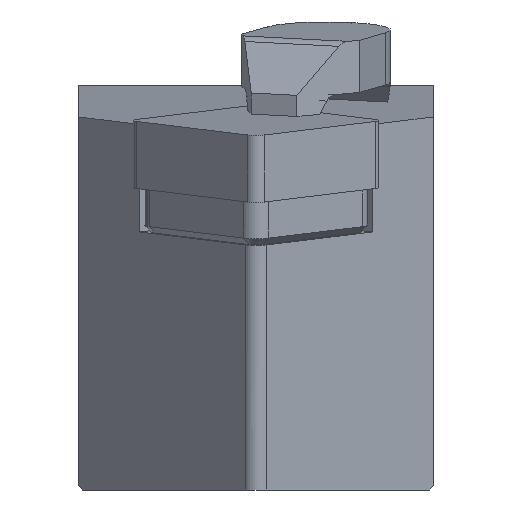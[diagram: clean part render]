
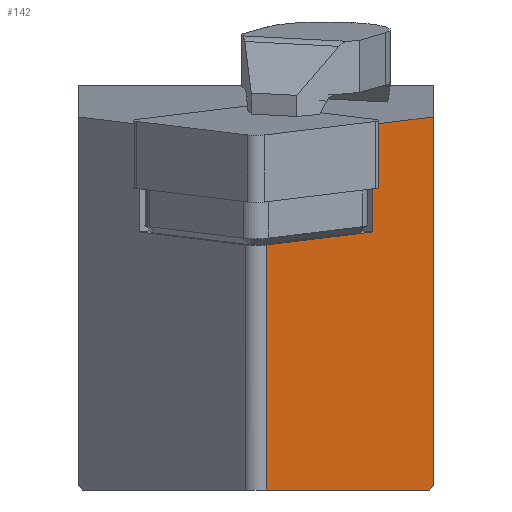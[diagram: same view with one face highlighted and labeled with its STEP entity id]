
A CAD part, left-side view. The second image highlights one B-rep face of the part: STEP entity #142.
In plain terms, the highlighted planar face has unit normal (-0.702, -0.707, -0.086).
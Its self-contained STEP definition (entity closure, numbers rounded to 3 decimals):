
#74=FACE_OUTER_BOUND('',#272,.T.);
#142=ADVANCED_FACE('',(#74),#213,.F.);
#213=PLANE('',#1295);
#272=EDGE_LOOP('',(#388,#389,#390,#391,#392,#393,#394));
#388=ORIENTED_EDGE('',*,*,#852,.F.);
#389=ORIENTED_EDGE('',*,*,#853,.T.);
#390=ORIENTED_EDGE('',*,*,#854,.T.);
#391=ORIENTED_EDGE('',*,*,#855,.F.);
#392=ORIENTED_EDGE('',*,*,#856,.F.);
#393=ORIENTED_EDGE('',*,*,#857,.F.);
#394=ORIENTED_EDGE('',*,*,#845,.F.);
#735=VERTEX_POINT('',#1769);
#736=VERTEX_POINT('',#1771);
#742=VERTEX_POINT('',#1785);
#743=VERTEX_POINT('',#1787);
#744=VERTEX_POINT('',#1789);
#745=VERTEX_POINT('',#1791);
#746=VERTEX_POINT('',#1793);
#845=EDGE_CURVE('',#735,#736,#1020,.T.);
#852=EDGE_CURVE('',#742,#735,#1027,.T.);
#853=EDGE_CURVE('',#742,#743,#1028,.T.);
#854=EDGE_CURVE('',#743,#744,#1029,.T.);
#855=EDGE_CURVE('',#745,#744,#1030,.T.);
#856=EDGE_CURVE('',#746,#745,#1031,.T.);
#857=EDGE_CURVE('',#736,#746,#1032,.T.);
#1020=LINE('',#1770,#1157);
#1027=LINE('',#1784,#1164);
#1028=LINE('',#1786,#1165);
#1029=LINE('',#1788,#1166);
#1030=LINE('',#1790,#1167);
#1031=LINE('',#1792,#1168);
#1032=LINE('',#1794,#1169);
#1157=VECTOR('',#1410,1.);
#1164=VECTOR('',#1419,1.);
#1165=VECTOR('',#1420,1.);
#1166=VECTOR('',#1421,1.);
#1167=VECTOR('',#1422,1.);
#1168=VECTOR('',#1423,1.);
#1169=VECTOR('',#1424,1.);
#1295=AXIS2_PLACEMENT_3D('',#1795,#1425,#1426);
#1410=DIRECTION('',(0.702,-0.707,0.086));
#1419=DIRECTION('',(-0.122,0.,0.993));
#1420=DIRECTION('',(-0.702,0.707,-0.086));
#1421=DIRECTION('',(0.122,0.,-0.993));
#1422=DIRECTION('',(-0.71,0.704,0.));
#1423=DIRECTION('',(-0.53,0.599,-0.599));
#1424=DIRECTION('',(0.122,0.,-0.993));
#1425=DIRECTION('',(0.702,0.707,0.086));
#1426=DIRECTION('',(-0.71,0.704,0.));
#1769=CARTESIAN_POINT('',(8.761,-20.702,0.773));
#1770=CARTESIAN_POINT('',(13.027,-25.,1.297));
#1771=CARTESIAN_POINT('',(13.027,-25.,1.297));
#1784=CARTESIAN_POINT('',(13.599,-20.702,-38.631));
#1785=CARTESIAN_POINT('',(9.692,-20.702,-6.81));
#1786=CARTESIAN_POINT('',(13.958,-25.,-6.286));
#1787=CARTESIAN_POINT('',(2.253,-13.207,-7.723));
#1788=CARTESIAN_POINT('',(6.16,-13.207,-39.544));
#1789=CARTESIAN_POINT('',(4.374,-13.207,-25.));
#1790=CARTESIAN_POINT('',(17.066,-25.805,-25.));
#1791=CARTESIAN_POINT('',(15.953,-24.7,-25.));
#1792=CARTESIAN_POINT('',(12.419,-20.706,-28.994));
#1793=CARTESIAN_POINT('',(16.219,-25.,-24.7));
#1794=CARTESIAN_POINT('',(17.865,-25.,-38.107));
#1795=CARTESIAN_POINT('',(17.865,-25.,-38.107));
